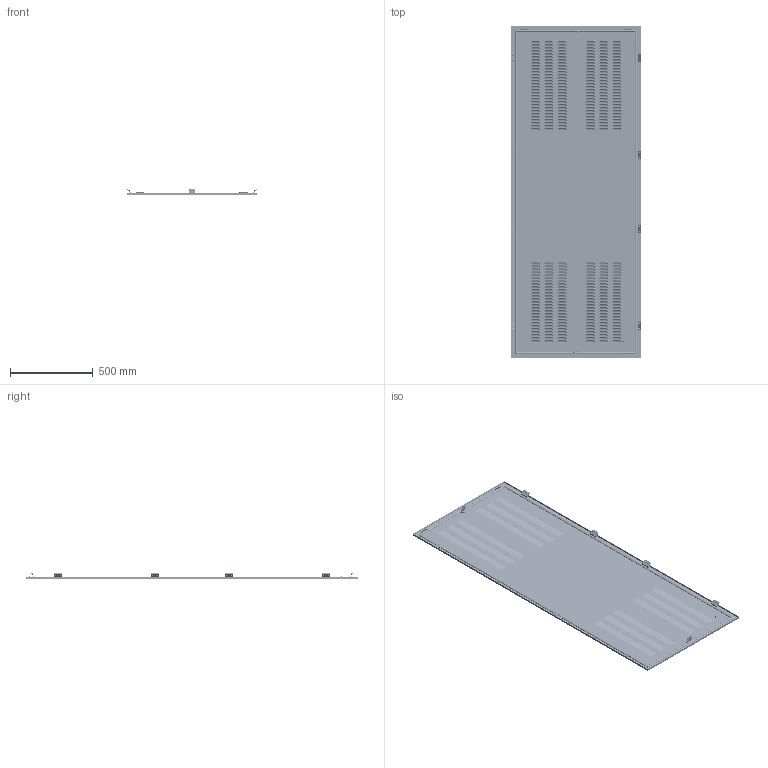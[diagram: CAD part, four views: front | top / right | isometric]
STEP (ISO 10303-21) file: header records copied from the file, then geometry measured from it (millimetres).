
FILE_DESCRIPTION (( 'STEP AP203' ), '1' );
FILE_NAME ('FO-00-PSV-200-080-31 FORMAT Ïàíåëü áîêîâàÿ 2000õ800 IP54 IEK.STEP', '2025-01-21T07:29:30', ( '' ), ( '' ), 'SwSTEP 2.0', 'SolidWorks 2022', '' );
FILE_SCHEMA (( 'CONFIG_CONTROL_DESIGN' ));
Products named in the file (1): FO-00-PSV-200-080-31 FORMAT Панель боковая 2000х800 IP54 IEK
Bounding box: 781.68 x 2000 x 41.43 mm (x, y, z)
Volume: 2844925.1 mm3; surface area: 3482757.2 mm2
Topology: 11 solids, 11 shells, 7128 faces, 18824 edges, 11804 vertices
Faces by surface type: torus 2768, cylinder 2149, plane 1991, cone 216, bspline 4
Entity records: 226631 total; most frequent: DIRECTION 45169, CARTESIAN_POINT 38214, ORIENTED_EDGE 37648, AXIS2_PLACEMENT_3D 19271, EDGE_CURVE 18824, CIRCLE 12146, VERTEX_POINT 11804, EDGE_LOOP 7954
